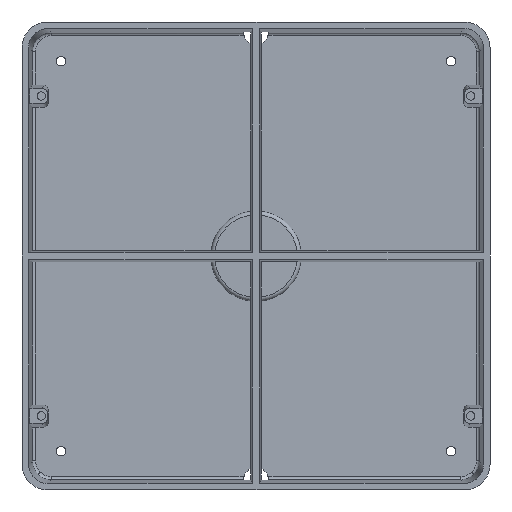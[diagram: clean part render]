
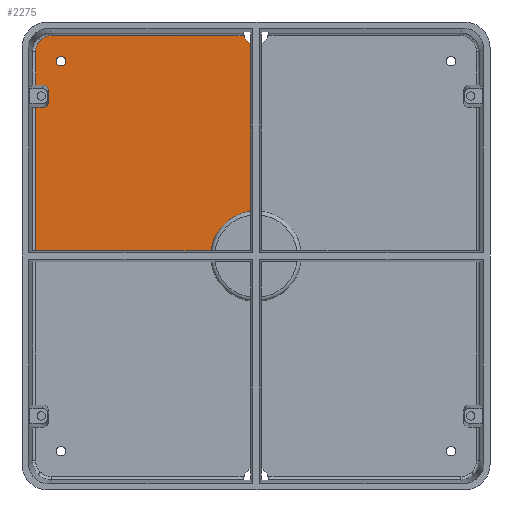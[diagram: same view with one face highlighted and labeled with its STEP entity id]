
A CAD part, top view. The second image highlights one B-rep face of the part: STEP entity #2275.
In plain terms, the highlighted planar face has unit normal (0, 0, 1).
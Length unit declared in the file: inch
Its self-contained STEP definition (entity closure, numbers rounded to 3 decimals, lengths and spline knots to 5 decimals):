
#413=CARTESIAN_POINT('',(-0.15363,2.82691,-1.415));
#414=VERTEX_POINT('',#413);
#428=CARTESIAN_POINT('',(-0.0697,2.72425,-1.415));
#429=VERTEX_POINT('',#428);
#430=CARTESIAN_POINT('',(0.,2.86688,-1.415));
#431=DIRECTION('',(0.0,0.0,1.0));
#432=DIRECTION('',(1.0,0.0,0.0));
#433=AXIS2_PLACEMENT_3D('',#430,#431,#432);
#434=CIRCLE('',#433,0.15875);
#435=EDGE_CURVE('',#414,#429,#434,.T.);
#563=CARTESIAN_POINT('',(-2.56,2.5,-1.415));
#564=VERTEX_POINT('',#563);
#565=CARTESIAN_POINT('',(-2.5,2.5,-1.415));
#566=DIRECTION('',(0.0,0.0,1.0));
#567=DIRECTION('',(1.0,0.0,0.0));
#568=AXIS2_PLACEMENT_3D('',#565,#566,#567);
#569=CIRCLE('',#568,0.06);
#570=EDGE_CURVE('',#564,#564,#569,.T.);
#907=CARTESIAN_POINT('',(-2.76765,2.76765,-1.415));
#908=VERTEX_POINT('',#907);
#909=CARTESIAN_POINT('',(-2.82691,2.62453,-1.415));
#910=VERTEX_POINT('',#909);
#911=CARTESIAN_POINT('',(-2.76765,2.76765,-1.415));
#912=CARTESIAN_POINT('',(-2.7859,2.7494,-1.415));
#913=CARTESIAN_POINT('',(-2.80124,2.72679,-1.415));
#914=CARTESIAN_POINT('',(-2.81151,2.702,-1.415));
#915=CARTESIAN_POINT('',(-2.82177,2.67721,-1.415));
#916=CARTESIAN_POINT('',(-2.82691,2.65036,-1.415));
#917=CARTESIAN_POINT('',(-2.82691,2.62453,-1.415));
#918=B_SPLINE_CURVE_WITH_KNOTS('',3,(#911,#912,#913,#914,#915,#916,#917),.UNSPECIFIED.,.F.,.U.,(4,3,4),(0.0,0.39239,0.78479),.UNSPECIFIED.);
#919=EDGE_CURVE('',#908,#910,#918,.T.);
#2164=CARTESIAN_POINT('',(-3.,3.,-1.415));
#2165=DIRECTION('',(0.0,0.0,1.0));
#2166=DIRECTION('',(1.0,0.0,0.0));
#2167=AXIS2_PLACEMENT_3D('',#2164,#2165,#2166);
#2168=PLANE('',#2167);
#2169=ORIENTED_EDGE('',*,*,#435,.F.);
#2170=CARTESIAN_POINT('',(-2.62453,2.82691,-1.415));
#2171=VERTEX_POINT('',#2170);
#2172=CARTESIAN_POINT('',(-2.62453,2.82691,-1.415));
#2173=DIRECTION('',(1.0,0.0,0.0));
#2174=VECTOR('',#2173,2.4709);
#2175=LINE('',#2172,#2174);
#2176=EDGE_CURVE('',#2171,#414,#2175,.T.);
#2177=ORIENTED_EDGE('',*,*,#2176,.F.);
#2178=CARTESIAN_POINT('',(-2.62453,2.82691,-1.415));
#2179=CARTESIAN_POINT('',(-2.65036,2.82691,-1.415));
#2180=CARTESIAN_POINT('',(-2.67721,2.82177,-1.415));
#2181=CARTESIAN_POINT('',(-2.702,2.81151,-1.415));
#2182=CARTESIAN_POINT('',(-2.72679,2.80124,-1.415));
#2183=CARTESIAN_POINT('',(-2.7494,2.7859,-1.415));
#2184=CARTESIAN_POINT('',(-2.76765,2.76765,-1.415));
#2185=B_SPLINE_CURVE_WITH_KNOTS('',3,(#2178,#2179,#2180,#2181,#2182,#2183,#2184),.UNSPECIFIED.,.F.,.U.,(4,3,4),(5.4984,5.89079,6.28319),.UNSPECIFIED.);
#2186=EDGE_CURVE('',#2171,#908,#2185,.T.);
#2187=ORIENTED_EDGE('',*,*,#2186,.T.);
#2188=ORIENTED_EDGE('',*,*,#919,.T.);
#2189=CARTESIAN_POINT('',(-2.82691,2.1905,-1.415));
#2190=VERTEX_POINT('',#2189);
#2191=CARTESIAN_POINT('',(-2.82691,2.1905,-1.415));
#2192=DIRECTION('',(0.0,1.0,0.0));
#2193=VECTOR('',#2192,0.43403);
#2194=LINE('',#2191,#2193);
#2195=EDGE_CURVE('',#2190,#910,#2194,.T.);
#2196=ORIENTED_EDGE('',*,*,#2195,.F.);
#2197=CARTESIAN_POINT('',(-2.72495,2.1905,-1.415));
#2198=VERTEX_POINT('',#2197);
#2199=CARTESIAN_POINT('',(-2.72495,2.1905,-1.415));
#2200=DIRECTION('',(-1.0,0.0,0.0));
#2201=VECTOR('',#2200,0.10196);
#2202=LINE('',#2199,#2201);
#2203=EDGE_CURVE('',#2198,#2190,#2202,.T.);
#2204=ORIENTED_EDGE('',*,*,#2203,.F.);
#2205=CARTESIAN_POINT('',(-2.66495,2.1305,-1.415));
#2206=VERTEX_POINT('',#2205);
#2207=CARTESIAN_POINT('',(-2.72495,2.1305,-1.415));
#2208=DIRECTION('',(0.0,0.0,1.0));
#2209=DIRECTION('',(-1.0,0.0,0.0));
#2210=AXIS2_PLACEMENT_3D('',#2207,#2208,#2209);
#2211=CIRCLE('',#2210,0.06);
#2212=EDGE_CURVE('',#2206,#2198,#2211,.T.);
#2213=ORIENTED_EDGE('',*,*,#2212,.F.);
#2214=CARTESIAN_POINT('',(-2.66495,1.9705,-1.415));
#2215=VERTEX_POINT('',#2214);
#2216=CARTESIAN_POINT('',(-2.66495,1.9705,-1.415));
#2217=DIRECTION('',(0.0,1.0,0.0));
#2218=VECTOR('',#2217,0.16);
#2219=LINE('',#2216,#2218);
#2220=EDGE_CURVE('',#2215,#2206,#2219,.T.);
#2221=ORIENTED_EDGE('',*,*,#2220,.F.);
#2222=CARTESIAN_POINT('',(-2.72495,1.9105,-1.415));
#2223=VERTEX_POINT('',#2222);
#2224=CARTESIAN_POINT('',(-2.72495,1.9705,-1.415));
#2225=DIRECTION('',(0.0,0.0,1.0));
#2226=DIRECTION('',(-1.0,0.0,0.0));
#2227=AXIS2_PLACEMENT_3D('',#2224,#2225,#2226);
#2228=CIRCLE('',#2227,0.06);
#2229=EDGE_CURVE('',#2223,#2215,#2228,.T.);
#2230=ORIENTED_EDGE('',*,*,#2229,.F.);
#2231=CARTESIAN_POINT('',(-2.82691,1.9105,-1.415));
#2232=VERTEX_POINT('',#2231);
#2233=CARTESIAN_POINT('',(-2.82691,1.9105,-1.415));
#2234=DIRECTION('',(1.0,0.0,0.0));
#2235=VECTOR('',#2234,0.10196);
#2236=LINE('',#2233,#2235);
#2237=EDGE_CURVE('',#2232,#2223,#2236,.T.);
#2238=ORIENTED_EDGE('',*,*,#2237,.F.);
#2239=CARTESIAN_POINT('',(-2.82691,0.0697,-1.415));
#2240=VERTEX_POINT('',#2239);
#2241=CARTESIAN_POINT('',(-2.82691,0.0697,-1.415));
#2242=DIRECTION('',(0.0,1.0,0.0));
#2243=VECTOR('',#2242,1.8408);
#2244=LINE('',#2241,#2243);
#2245=EDGE_CURVE('',#2240,#2232,#2244,.T.);
#2246=ORIENTED_EDGE('',*,*,#2245,.F.);
#2247=CARTESIAN_POINT('',(-0.5758,0.0697,-1.415));
#2248=VERTEX_POINT('',#2247);
#2249=CARTESIAN_POINT('',(-0.5758,0.0697,-1.415));
#2250=DIRECTION('',(-1.0,0.0,0.0));
#2251=VECTOR('',#2250,2.25111);
#2252=LINE('',#2249,#2251);
#2253=EDGE_CURVE('',#2248,#2240,#2252,.T.);
#2254=ORIENTED_EDGE('',*,*,#2253,.F.);
#2255=CARTESIAN_POINT('',(-0.0697,0.5758,-1.415));
#2256=VERTEX_POINT('',#2255);
#2257=CARTESIAN_POINT('',(0.0,0.0,-1.415));
#2258=DIRECTION('',(0.0,0.0,-1.0));
#2259=DIRECTION('',(1.0,0.0,0.0));
#2260=AXIS2_PLACEMENT_3D('',#2257,#2258,#2259);
#2261=CIRCLE('',#2260,0.58);
#2262=EDGE_CURVE('',#2248,#2256,#2261,.T.);
#2263=ORIENTED_EDGE('',*,*,#2262,.T.);
#2264=CARTESIAN_POINT('',(-0.0697,0.5758,-1.415));
#2265=DIRECTION('',(0.0,1.0,0.0));
#2266=VECTOR('',#2265,2.14846);
#2267=LINE('',#2264,#2266);
#2268=EDGE_CURVE('',#2256,#429,#2267,.T.);
#2269=ORIENTED_EDGE('',*,*,#2268,.T.);
#2270=EDGE_LOOP('',(#2169,#2177,#2187,#2188,#2196,#2204,#2213,#2221,#2230,#2238,#2246,#2254,#2263,#2269));
#2271=FACE_OUTER_BOUND('',#2270,.T.);
#2272=ORIENTED_EDGE('',*,*,#570,.F.);
#2273=EDGE_LOOP('',(#2272));
#2274=FACE_BOUND('',#2273,.T.);
#2275=ADVANCED_FACE('',(#2271,#2274),#2168,.T.);
